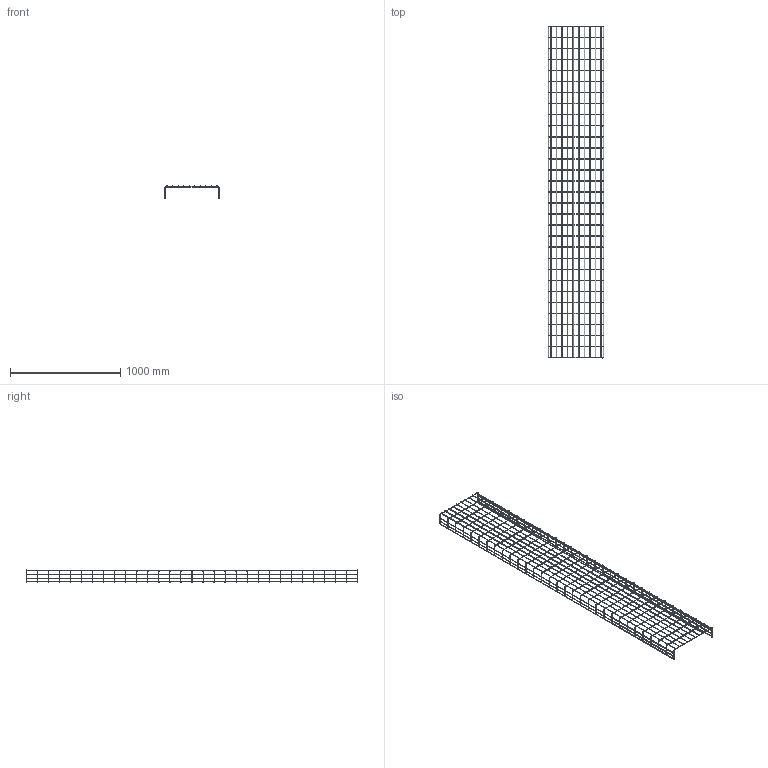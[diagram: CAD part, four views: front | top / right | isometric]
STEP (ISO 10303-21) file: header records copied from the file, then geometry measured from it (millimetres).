
FILE_DESCRIPTION((''),'2;1');
FILE_NAME('920150_PRT','2018-11-07T13:30:06',('tomasz.grudniewski'),(''),'CREO PARAMETRIC BY PTC INC, 2018260','CREO PARAMETRIC BY PTC INC, 2018260','');
FILE_SCHEMA(('CONFIG_CONTROL_DESIGN'));
Length unit declared in the file: millimetre
Products named in the file (1): 920150_PRT
Bounding box: 500 x 3005 x 109.87 mm (x, y, z)
Volume: 1359856.4 mm3; surface area: 1089428.4 mm2
Topology: 47 solids, 47 shells, 624 faces, 1154 edges, 624 vertices
Faces by surface type: cylinder 218, bspline 124, torus 124, plane 94, cone 64
Entity records: 30084 total; most frequent: CARTESIAN_POINT 18398, DIRECTION 2406, ORIENTED_EDGE 2308, EDGE_CURVE 1154, AXIS2_PLACEMENT_3D 1000, VERTEX_POINT 624, EDGE_LOOP 624, FACE_OUTER_BOUND 624
